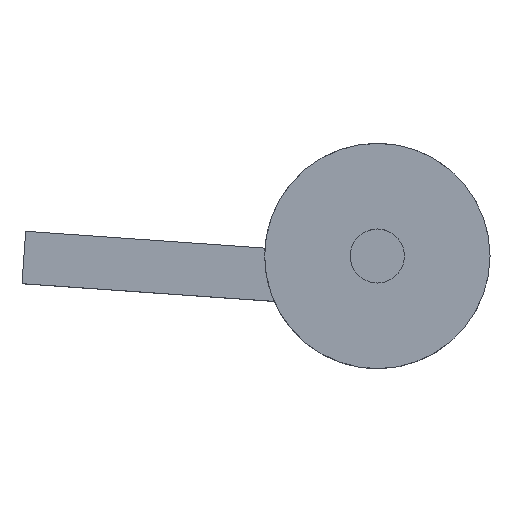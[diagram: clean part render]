
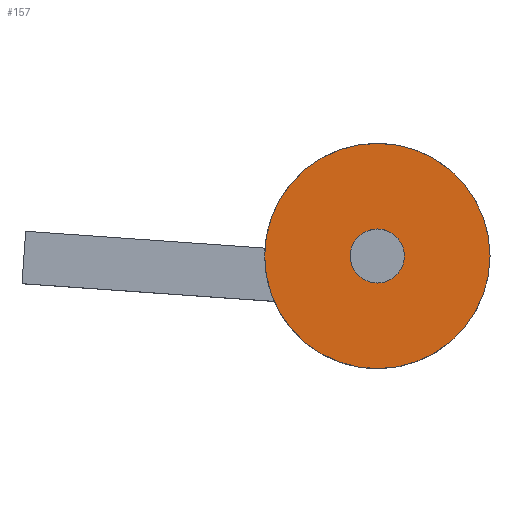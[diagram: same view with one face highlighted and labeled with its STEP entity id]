
A CAD part, top view. The second image highlights one B-rep face of the part: STEP entity #157.
In plain terms, the highlighted planar face has unit normal (0, 0, 1).
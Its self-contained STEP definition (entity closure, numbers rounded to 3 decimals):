
#7 = CIRCLE ( 'NONE', #197, 50. ) ;
#31 = EDGE_CURVE ( 'NONE', #45, #104, #236, .T. ) ;
#35 = AXIS2_PLACEMENT_3D ( 'NONE', #271, #177, #237 ) ;
#45 = VERTEX_POINT ( 'NONE', #146 ) ;
#47 = DIRECTION ( 'NONE',  ( 0., 0., 1. ) ) ;
#76 = ORIENTED_EDGE ( 'NONE', *, *, #209, .T. ) ;
#81 = VERTEX_POINT ( 'NONE', #347 ) ;
#101 = EDGE_CURVE ( 'NONE', #104, #45, #122, .T. ) ;
#104 = VERTEX_POINT ( 'NONE', #148 ) ;
#109 = DIRECTION ( 'NONE',  ( 0., 0., 1. ) ) ;
#111 = CARTESIAN_POINT ( 'NONE',  ( 0., 0., 30. ) ) ;
#112 = EDGE_LOOP ( 'NONE', ( #180, #76 ) ) ;
#120 = DIRECTION ( 'NONE',  ( 1., 0., 0. ) ) ;
#122 = CIRCLE ( 'NONE', #369, 12. ) ;
#123 = DIRECTION ( 'NONE',  ( 1., 0., 0. ) ) ;
#126 = AXIS2_PLACEMENT_3D ( 'NONE', #193, #47, #120 ) ;
#127 = CARTESIAN_POINT ( 'NONE',  ( 0., 0., 30. ) ) ;
#146 = CARTESIAN_POINT ( 'NONE',  ( 12., 0., 30. ) ) ;
#148 = CARTESIAN_POINT ( 'NONE',  ( -12., 0., 30. ) ) ;
#157 = ADVANCED_FACE ( 'NONE', ( #351, #229 ), #167, .T. ) ;
#167 = PLANE ( 'NONE',  #126 ) ;
#177 = DIRECTION ( 'NONE',  ( 0., 0., 1. ) ) ;
#180 = ORIENTED_EDGE ( 'NONE', *, *, #217, .T. ) ;
#188 = DIRECTION ( 'NONE',  ( 1., 0., 0. ) ) ;
#191 = VERTEX_POINT ( 'NONE', #322 ) ;
#193 = CARTESIAN_POINT ( 'NONE',  ( 0., 0., 30. ) ) ;
#197 = AXIS2_PLACEMENT_3D ( 'NONE', #127, #208, #123 ) ;
#208 = DIRECTION ( 'NONE',  ( 0., 0., 1. ) ) ;
#209 = EDGE_CURVE ( 'NONE', #191, #81, #7, .T. ) ;
#217 = EDGE_CURVE ( 'NONE', #81, #191, #270, .T. ) ;
#229 = FACE_OUTER_BOUND ( 'NONE', #112, .T. ) ;
#236 = CIRCLE ( 'NONE', #267, 12. ) ;
#237 = DIRECTION ( 'NONE',  ( 1., 0., 0. ) ) ;
#267 = AXIS2_PLACEMENT_3D ( 'NONE', #111, #317, #188 ) ;
#270 = CIRCLE ( 'NONE', #35, 50. ) ;
#271 = CARTESIAN_POINT ( 'NONE',  ( 0., 0., 30. ) ) ;
#282 = ORIENTED_EDGE ( 'NONE', *, *, #31, .F. ) ;
#298 = CARTESIAN_POINT ( 'NONE',  ( 0., 0., 30. ) ) ;
#311 = EDGE_LOOP ( 'NONE', ( #282, #349 ) ) ;
#317 = DIRECTION ( 'NONE',  ( 0., 0., 1. ) ) ;
#322 = CARTESIAN_POINT ( 'NONE',  ( 50., 0., 30. ) ) ;
#342 = DIRECTION ( 'NONE',  ( 1., 0., 0. ) ) ;
#347 = CARTESIAN_POINT ( 'NONE',  ( -50., 0., 30. ) ) ;
#349 = ORIENTED_EDGE ( 'NONE', *, *, #101, .F. ) ;
#351 = FACE_BOUND ( 'NONE', #311, .T. ) ;
#369 = AXIS2_PLACEMENT_3D ( 'NONE', #298, #109, #342 ) ;
